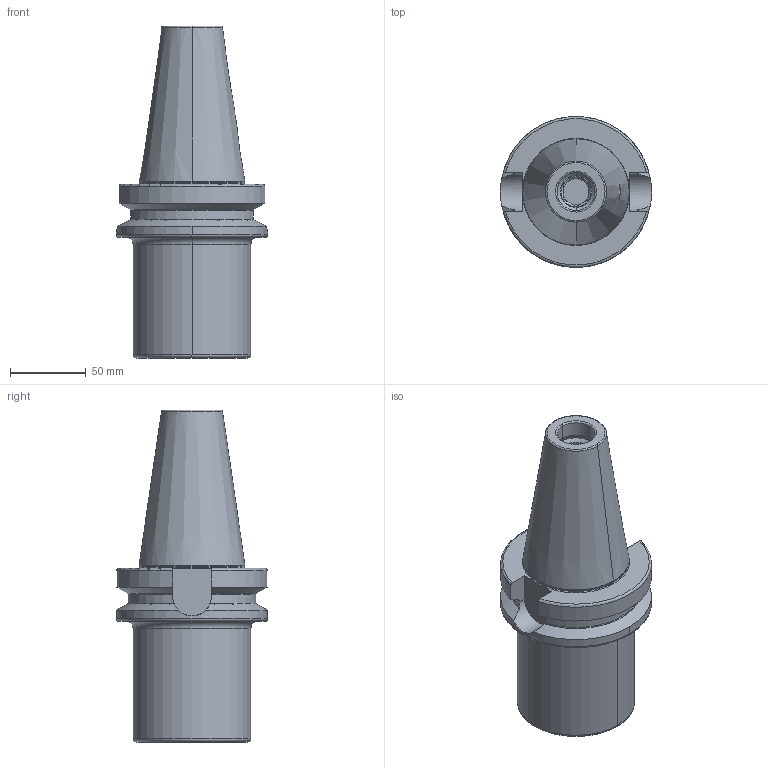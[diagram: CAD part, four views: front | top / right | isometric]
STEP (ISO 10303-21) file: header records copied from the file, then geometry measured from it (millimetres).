
FILE_DESCRIPTION((''),'2;1');
FILE_NAME('505_08_05A','2020-08-03T',('101107'),(''),'CREO PARAMETRIC BY PTC INC, 2016260','CREO PARAMETRIC BY PTC INC, 2016260','');
FILE_SCHEMA(('CONFIG_CONTROL_DESIGN'));
Length unit declared in the file: millimetre
Products named in the file (1): 505_08_05A
Bounding box: 100 x 100 x 219.8 mm (x, y, z)
Volume: 635424.6 mm3; surface area: 94728.8 mm2
Topology: 1 solids, 1 shells, 187 faces, 445 edges, 270 vertices
Faces by surface type: plane 58, cylinder 51, cone 44, torus 34
Entity records: 5781 total; most frequent: CARTESIAN_POINT 1404, DIRECTION 946, ORIENTED_EDGE 890, EDGE_CURVE 445, AXIS2_PLACEMENT_3D 387, VERTEX_POINT 270, EDGE_LOOP 201, CIRCLE 197
